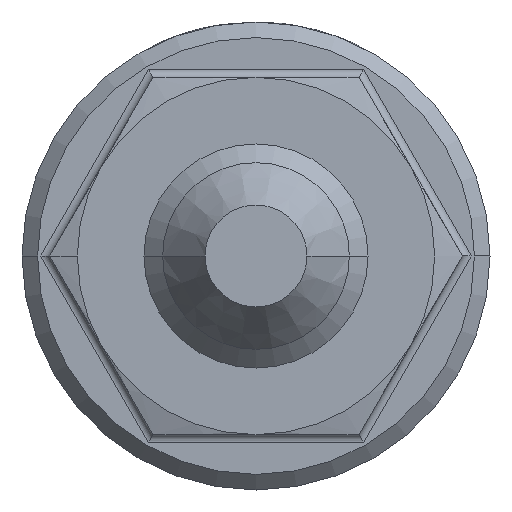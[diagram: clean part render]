
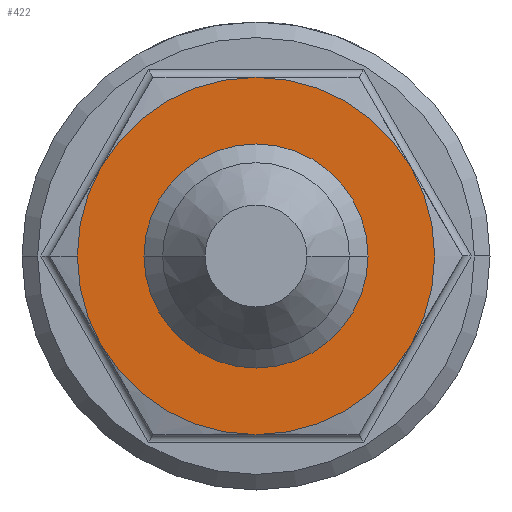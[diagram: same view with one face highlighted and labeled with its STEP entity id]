
A CAD part, left-side view. The second image highlights one B-rep face of the part: STEP entity #422.
In plain terms, the highlighted planar face has unit normal (-1, 0, 0).
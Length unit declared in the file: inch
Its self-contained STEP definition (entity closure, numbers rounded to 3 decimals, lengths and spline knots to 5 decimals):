
#24 = DIRECTION ( 'NONE',  ( 1., 0., 0. ) ) ;
#77 = AXIS2_PLACEMENT_3D ( 'NONE', #741, #3485, #3074 ) ;
#95 = AXIS2_PLACEMENT_3D ( 'NONE', #2476, #24, #3669 ) ;
#157 = AXIS2_PLACEMENT_3D ( 'NONE', #1226, #832, #1209 ) ;
#159 = AXIS2_PLACEMENT_3D ( 'NONE', #5028, #1100, #1022 ) ;
#185 = VERTEX_POINT ( 'NONE', #529 ) ;
#216 = VERTEX_POINT ( 'NONE', #910 ) ;
#234 = AXIS2_PLACEMENT_3D ( 'NONE', #4876, #4927, #2514 ) ;
#422 = ADVANCED_FACE ( 'NONE', ( #3310, #3801 ), #2381, .T. ) ;
#455 = CARTESIAN_POINT ( 'NONE',  ( 0.55, -0.29748, 0.17175 ) ) ;
#511 = VERTEX_POINT ( 'NONE', #455 ) ;
#529 = CARTESIAN_POINT ( 'NONE',  ( 0.55, 0.213, 0. ) ) ;
#540 = CIRCLE ( 'NONE', #77, 0.3435 ) ;
#635 = DIRECTION ( 'NONE',  ( 0., 1., 0. ) ) ;
#741 = CARTESIAN_POINT ( 'NONE',  ( 0.55, 0., 0. ) ) ;
#768 = EDGE_CURVE ( 'NONE', #1871, #185, #2678, .T. ) ;
#819 = AXIS2_PLACEMENT_3D ( 'NONE', #3030, #1822, #2667 ) ;
#832 = DIRECTION ( 'NONE',  ( -1., 0., 0. ) ) ;
#910 = CARTESIAN_POINT ( 'NONE',  ( 0.55, 0.3435, 0. ) ) ;
#934 = CIRCLE ( 'NONE', #95, 0.3435 ) ;
#1022 = DIRECTION ( 'NONE',  ( 0., 1., 0. ) ) ;
#1089 = VERTEX_POINT ( 'NONE', #2882 ) ;
#1100 = DIRECTION ( 'NONE',  ( 1., 0., 0. ) ) ;
#1113 = EDGE_CURVE ( 'NONE', #3225, #2287, #934, .T. ) ;
#1164 = CIRCLE ( 'NONE', #1764, 0.3435 ) ;
#1209 = DIRECTION ( 'NONE',  ( 0., -1., 0. ) ) ;
#1226 = CARTESIAN_POINT ( 'NONE',  ( 0.55, 0.213, 0. ) ) ;
#1314 = CARTESIAN_POINT ( 'NONE',  ( 0.55, 0., 0. ) ) ;
#1380 = CARTESIAN_POINT ( 'NONE',  ( 0.55, 0., 0. ) ) ;
#1388 = AXIS2_PLACEMENT_3D ( 'NONE', #2642, #1487, #635 ) ;
#1487 = DIRECTION ( 'NONE',  ( 1., 0., 0. ) ) ;
#1492 = ORIENTED_EDGE ( 'NONE', *, *, #3368, .F. ) ;
#1510 = AXIS2_PLACEMENT_3D ( 'NONE', #1380, #3347, #1786 ) ;
#1613 = ORIENTED_EDGE ( 'NONE', *, *, #4174, .F. ) ;
#1701 = CIRCLE ( 'NONE', #1388, 0.3435 ) ;
#1737 = EDGE_CURVE ( 'NONE', #2533, #511, #1701, .T. ) ;
#1764 = AXIS2_PLACEMENT_3D ( 'NONE', #1314, #4087, #2115 ) ;
#1786 = DIRECTION ( 'NONE',  ( 0., 1., 0. ) ) ;
#1822 = DIRECTION ( 'NONE',  ( 1., 0., 0. ) ) ;
#1827 = CARTESIAN_POINT ( 'NONE',  ( 0.55, 0., 0. ) ) ;
#1871 = VERTEX_POINT ( 'NONE', #3134 ) ;
#1999 = ORIENTED_EDGE ( 'NONE', *, *, #2555, .T. ) ;
#2115 = DIRECTION ( 'NONE',  ( 0., 1., 0. ) ) ;
#2117 = EDGE_CURVE ( 'NONE', #4981, #216, #4679, .T. ) ;
#2224 = DIRECTION ( 'NONE',  ( 1., 0., 0. ) ) ;
#2287 = VERTEX_POINT ( 'NONE', #4477 ) ;
#2381 = PLANE ( 'NONE',  #157 ) ;
#2476 = CARTESIAN_POINT ( 'NONE',  ( 0.55, 0., 0. ) ) ;
#2514 = DIRECTION ( 'NONE',  ( 0., 1., 0. ) ) ;
#2533 = VERTEX_POINT ( 'NONE', #4669 ) ;
#2555 = EDGE_CURVE ( 'NONE', #185, #1871, #2848, .T. ) ;
#2642 = CARTESIAN_POINT ( 'NONE',  ( 0.55, 0., 0. ) ) ;
#2667 = DIRECTION ( 'NONE',  ( 0., 1., 0. ) ) ;
#2678 = CIRCLE ( 'NONE', #159, 0.213 ) ;
#2848 = CIRCLE ( 'NONE', #819, 0.213 ) ;
#2882 = CARTESIAN_POINT ( 'NONE',  ( 0.55, 0.29748, 0.17175 ) ) ;
#2896 = CIRCLE ( 'NONE', #1510, 0.3435 ) ;
#2989 = EDGE_CURVE ( 'NONE', #1089, #2533, #3345, .T. ) ;
#3030 = CARTESIAN_POINT ( 'NONE',  ( 0.55, 0., 0. ) ) ;
#3074 = DIRECTION ( 'NONE',  ( 0., 1., 0. ) ) ;
#3124 = AXIS2_PLACEMENT_3D ( 'NONE', #1827, #2224, #5016 ) ;
#3134 = CARTESIAN_POINT ( 'NONE',  ( 0.55, -0.213, 0. ) ) ;
#3225 = VERTEX_POINT ( 'NONE', #3392 ) ;
#3310 = FACE_BOUND ( 'NONE', #5187, .T. ) ;
#3320 = EDGE_LOOP ( 'NONE', ( #4698, #1492, #4877, #1613, #3335, #4701, #4205 ) ) ;
#3335 = ORIENTED_EDGE ( 'NONE', *, *, #1113, .F. ) ;
#3345 = CIRCLE ( 'NONE', #3124, 0.3435 ) ;
#3347 = DIRECTION ( 'NONE',  ( 1., 0., 0. ) ) ;
#3368 = EDGE_CURVE ( 'NONE', #216, #1089, #540, .T. ) ;
#3392 = CARTESIAN_POINT ( 'NONE',  ( 0.55, -0.29748, -0.17175 ) ) ;
#3485 = DIRECTION ( 'NONE',  ( 1., 0., 0. ) ) ;
#3669 = DIRECTION ( 'NONE',  ( 0., 1., 0. ) ) ;
#3801 = FACE_OUTER_BOUND ( 'NONE', #3320, .T. ) ;
#4087 = DIRECTION ( 'NONE',  ( 1., 0., 0. ) ) ;
#4149 = EDGE_CURVE ( 'NONE', #511, #3225, #2896, .T. ) ;
#4174 = EDGE_CURVE ( 'NONE', #2287, #4981, #1164, .T. ) ;
#4205 = ORIENTED_EDGE ( 'NONE', *, *, #1737, .F. ) ;
#4477 = CARTESIAN_POINT ( 'NONE',  ( 0.55, 0., -0.3435 ) ) ;
#4595 = CARTESIAN_POINT ( 'NONE',  ( 0.55, 0.29748, -0.17175 ) ) ;
#4669 = CARTESIAN_POINT ( 'NONE',  ( 0.55, 0., 0.3435 ) ) ;
#4679 = CIRCLE ( 'NONE', #234, 0.3435 ) ;
#4698 = ORIENTED_EDGE ( 'NONE', *, *, #2989, .F. ) ;
#4701 = ORIENTED_EDGE ( 'NONE', *, *, #4149, .F. ) ;
#4876 = CARTESIAN_POINT ( 'NONE',  ( 0.55, 0., 0. ) ) ;
#4877 = ORIENTED_EDGE ( 'NONE', *, *, #2117, .F. ) ;
#4927 = DIRECTION ( 'NONE',  ( 1., 0., 0. ) ) ;
#4981 = VERTEX_POINT ( 'NONE', #4595 ) ;
#5016 = DIRECTION ( 'NONE',  ( 0., 1., 0. ) ) ;
#5028 = CARTESIAN_POINT ( 'NONE',  ( 0.55, 0., 0. ) ) ;
#5062 = ORIENTED_EDGE ( 'NONE', *, *, #768, .T. ) ;
#5187 = EDGE_LOOP ( 'NONE', ( #1999, #5062 ) ) ;
